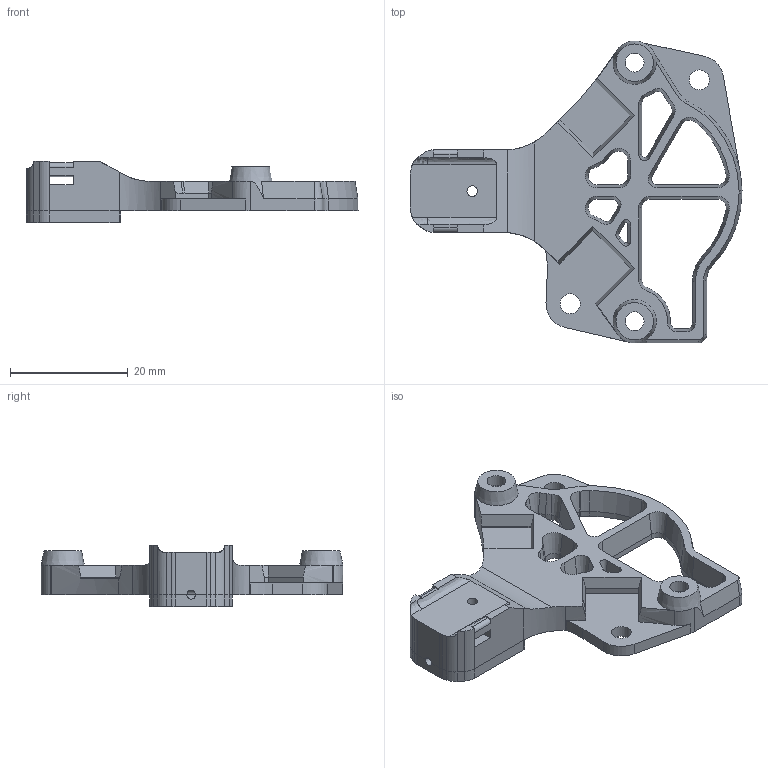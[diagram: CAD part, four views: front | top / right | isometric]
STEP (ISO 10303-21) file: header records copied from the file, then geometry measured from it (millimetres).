
FILE_DESCRIPTION(/* description */ (''),/* implementation_level */ '2;1');
FILE_NAME(/* name */ '',/* time_stamp */ '2025-05-13T13:08:17+03:00',/* author */ (''),/* organization */ (''),/* preprocessor_version */ 'ST-DEVELOPER v20.1',/* originating_system */ 'Autodesk Translation Framework v14.4.0.0',/* authorisation */ '');
FILE_SCHEMA (('AUTOMOTIVE_DESIGN { 1 0 10303 214 3 1 1 }'));
Length unit declared in the file: millimetre
Products named in the file (1): STH-36_orbiter_2.0_mounting_plate_overmold_strain
Bounding box: 56.28 x 51.18 x 10.36 mm (x, y, z)
Volume: 6235.2 mm3; surface area: 5594 mm2
Topology: 2 solids, 2 shells, 260 faces, 692 edges, 438 vertices
Faces by surface type: plane 131, cylinder 79, cone 42, bspline 8
Full cylindrical faces by diameter (mm): 1.8 x1, 2.5 x1, 3.2 x2, 3.4 x2, 4.7 x2
Entity records: 8550 total; most frequent: CARTESIAN_POINT 1862, DIRECTION 1420, ORIENTED_EDGE 1380, EDGE_CURVE 690, AXIS2_PLACEMENT_3D 493, VERTEX_POINT 438, LINE 434, VECTOR 434
